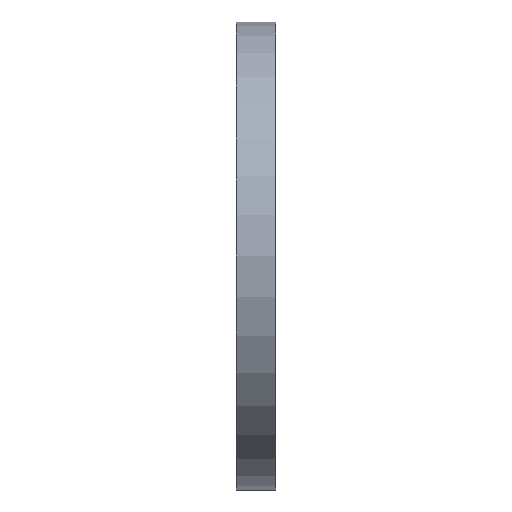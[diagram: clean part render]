
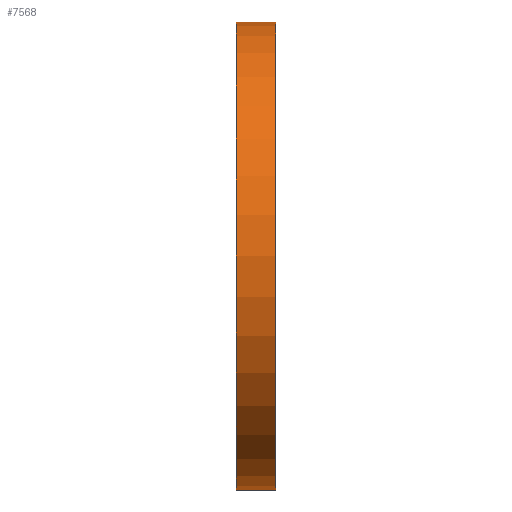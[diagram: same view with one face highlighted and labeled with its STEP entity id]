
A CAD part, left-side view. The second image highlights one B-rep face of the part: STEP entity #7568.
In plain terms, the highlighted cylindrical face has radius 38.1 mm (diameter 76.2 mm), a partial arc.
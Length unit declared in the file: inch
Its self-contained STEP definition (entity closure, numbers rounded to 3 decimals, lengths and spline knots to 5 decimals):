
#937 = EDGE_CURVE ( 'NONE', #9850, #5351, #13871, .T. ) ;
#1722 = CARTESIAN_POINT ( 'NONE',  ( -1.05006, 0.25, -1.5 ) ) ;
#3115 = CIRCLE ( 'NONE', #19207, 1.5 ) ;
#3382 = LINE ( 'NONE', #16757, #6566 ) ;
#4139 = CARTESIAN_POINT ( 'NONE',  ( -1.05006, 0.25, -1.5 ) ) ;
#4850 = EDGE_CURVE ( 'NONE', #7778, #5351, #3382, .T. ) ;
#5351 = VERTEX_POINT ( 'NONE', #7952 ) ;
#5482 = DIRECTION ( 'NONE',  ( 0., 1., 0. ) ) ;
#6125 = AXIS2_PLACEMENT_3D ( 'NONE', #14950, #5482, #16535 ) ;
#6566 = VECTOR ( 'NONE', #13579, 39.37008 ) ;
#7204 = CARTESIAN_POINT ( 'NONE',  ( -1.05006, 0.25, 0. ) ) ;
#7557 = ORIENTED_EDGE ( 'NONE', *, *, #937, .T. ) ;
#7568 = ADVANCED_FACE ( 'NONE', ( #13365 ), #12883, .T. ) ;
#7778 = VERTEX_POINT ( 'NONE', #7905 ) ;
#7905 = CARTESIAN_POINT ( 'NONE',  ( -1.05006, 0.25, 1.5 ) ) ;
#7952 = CARTESIAN_POINT ( 'NONE',  ( -1.05006, 0., 1.5 ) ) ;
#8076 = EDGE_CURVE ( 'NONE', #9959, #9850, #16544, .T. ) ;
#8803 = DIRECTION ( 'NONE',  ( 0., 0., 1. ) ) ;
#9296 = CARTESIAN_POINT ( 'NONE',  ( -1.05006, 0., -1.5 ) ) ;
#9850 = VERTEX_POINT ( 'NONE', #9296 ) ;
#9959 = VERTEX_POINT ( 'NONE', #1722 ) ;
#10818 = ORIENTED_EDGE ( 'NONE', *, *, #16274, .F. ) ;
#11371 = ORIENTED_EDGE ( 'NONE', *, *, #8076, .T. ) ;
#12883 = CYLINDRICAL_SURFACE ( 'NONE', #16127, 1.5 ) ;
#13167 = ORIENTED_EDGE ( 'NONE', *, *, #4850, .F. ) ;
#13365 = FACE_OUTER_BOUND ( 'NONE', #17130, .T. ) ;
#13579 = DIRECTION ( 'NONE',  ( 0., -1., 0. ) ) ;
#13871 = CIRCLE ( 'NONE', #6125, 1.5 ) ;
#14950 = CARTESIAN_POINT ( 'NONE',  ( -1.05006, 0., 0. ) ) ;
#15230 = DIRECTION ( 'NONE',  ( 0., 0., -1. ) ) ;
#16127 = AXIS2_PLACEMENT_3D ( 'NONE', #19929, #16816, #15230 ) ;
#16274 = EDGE_CURVE ( 'NONE', #9959, #7778, #3115, .T. ) ;
#16535 = DIRECTION ( 'NONE',  ( 0., 0., 1. ) ) ;
#16544 = LINE ( 'NONE', #4139, #20243 ) ;
#16757 = CARTESIAN_POINT ( 'NONE',  ( -1.05006, 0.25, 1.5 ) ) ;
#16816 = DIRECTION ( 'NONE',  ( 0., -1., 0. ) ) ;
#17130 = EDGE_LOOP ( 'NONE', ( #7557, #13167, #10818, #11371 ) ) ;
#18258 = DIRECTION ( 'NONE',  ( 0., 1., 0. ) ) ;
#18445 = DIRECTION ( 'NONE',  ( 0., -1., 0. ) ) ;
#19207 = AXIS2_PLACEMENT_3D ( 'NONE', #7204, #18258, #8803 ) ;
#19929 = CARTESIAN_POINT ( 'NONE',  ( -1.05006, 0.25, 0. ) ) ;
#20243 = VECTOR ( 'NONE', #18445, 39.37008 ) ;
